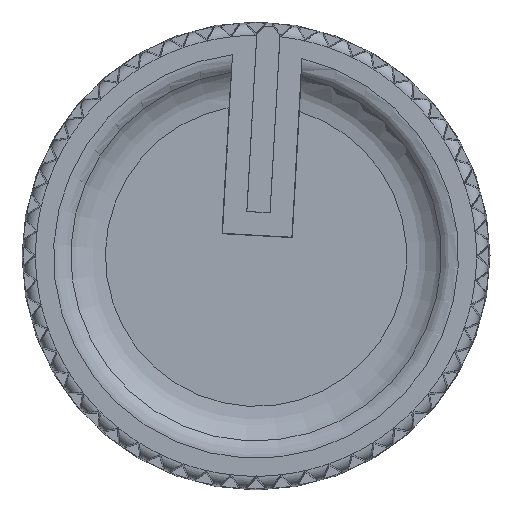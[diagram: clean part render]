
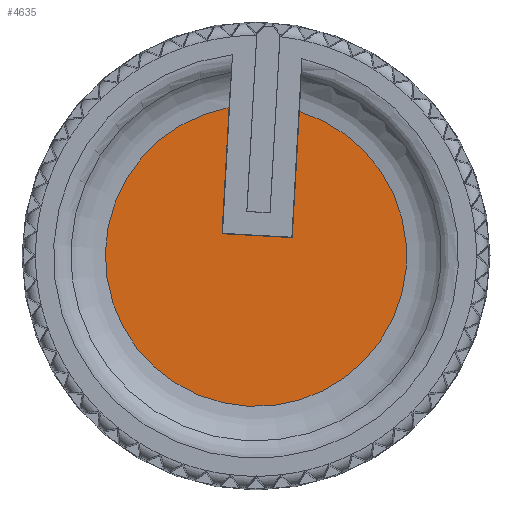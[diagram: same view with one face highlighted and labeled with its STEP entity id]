
A CAD part, top view. The second image highlights one B-rep face of the part: STEP entity #4635.
In plain terms, the highlighted planar face has unit normal (0, 0, 1).
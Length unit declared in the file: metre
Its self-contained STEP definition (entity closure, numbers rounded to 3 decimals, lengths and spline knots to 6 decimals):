
#308=LINE('',#8425,#608);
#309=LINE('',#8430,#609);
#310=LINE('',#8432,#610);
#608=VECTOR('',#6191,1.);
#609=VECTOR('',#6194,1.);
#610=VECTOR('',#6195,1.);
#787=PLANE('',#5073);
#973=CIRCLE('',#5074,0.0065);
#2335=ORIENTED_EDGE('',*,*,#3097,.F.);
#2336=ORIENTED_EDGE('',*,*,#3098,.T.);
#2337=ORIENTED_EDGE('',*,*,#3099,.F.);
#2338=ORIENTED_EDGE('',*,*,#3100,.F.);
#3097=EDGE_CURVE('',#3586,#3587,#308,.F.);
#3098=EDGE_CURVE('',#3586,#3588,#973,.T.);
#3099=EDGE_CURVE('',#3589,#3588,#309,.F.);
#3100=EDGE_CURVE('',#3587,#3589,#310,.F.);
#3586=VERTEX_POINT('',#8426);
#3587=VERTEX_POINT('',#8427);
#3588=VERTEX_POINT('',#8429);
#3589=VERTEX_POINT('',#8431);
#4064=EDGE_LOOP('',(#2335,#2336,#2337,#2338));
#4321=FACE_BOUND('',#4064,.T.);
#4635=ADVANCED_FACE('',(#4321),#787,.T.);
#5073=AXIS2_PLACEMENT_3D('',#8424,#6189,#6190);
#5074=AXIS2_PLACEMENT_3D('',#8428,#6192,#6193);
#6189=DIRECTION('',(0.,0.,1.));
#6190=DIRECTION('',(1.,0.,0.));
#6191=DIRECTION('',(0.056,0.998,0.));
#6192=DIRECTION('',(0.,0.,1.));
#6193=DIRECTION('',(1.,0.,0.));
#6194=DIRECTION('',(-0.056,-0.998,0.));
#6195=DIRECTION('',(-0.998,0.056,0.));
#8424=CARTESIAN_POINT('',(-0.027,0.,0.0105));
#8425=CARTESIAN_POINT('',(-0.029114,-0.010579,0.0105));
#8426=CARTESIAN_POINT('',(-0.028161,0.006396,0.0105));
#8427=CARTESIAN_POINT('',(-0.028466,0.000953,0.0105));
#8428=CARTESIAN_POINT('',(-0.027,0.,0.0105));
#8429=CARTESIAN_POINT('',(-0.025131,0.006225,0.0105));
#8430=CARTESIAN_POINT('',(-0.026084,-0.010749,0.0105));
#8431=CARTESIAN_POINT('',(-0.025436,0.000783,0.0105));
#8432=CARTESIAN_POINT('',(0.014648,-0.001468,0.0105));
